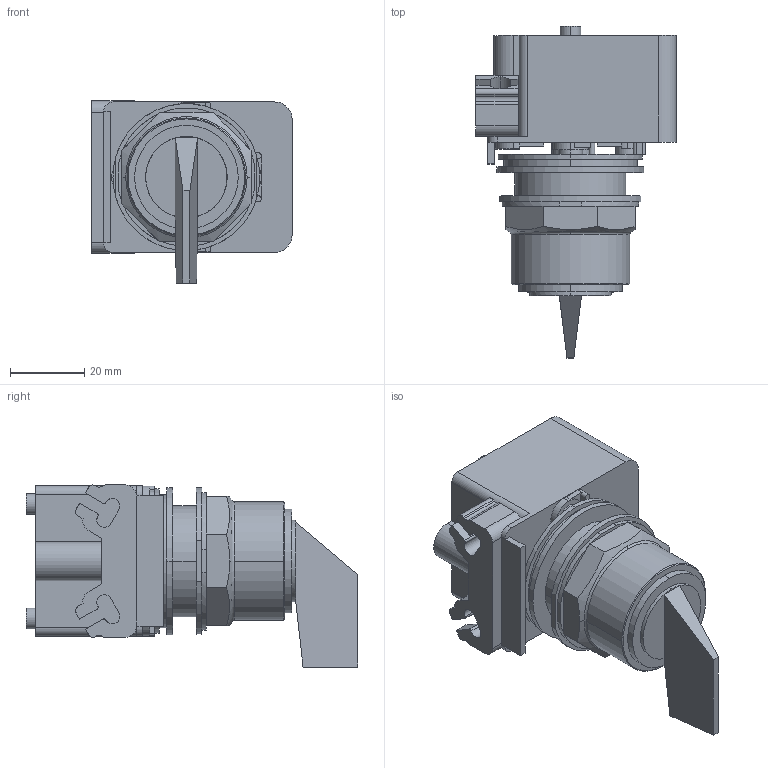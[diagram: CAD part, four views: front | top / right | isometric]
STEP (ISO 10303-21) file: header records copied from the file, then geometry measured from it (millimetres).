
FILE_DESCRIPTION(('starvars output'),'2;1');
FILE_NAME('9001SK52J1FG_3D.stp','20:51:32 2020/03/31',( 'Thomas Industrial Network Germany GmbH'),( 'Thomas Industrial Network Germany GmbH'),'unknown preprocess','ACIS' ,'unknown authorization');
FILE_SCHEMA(('CONFIG_CONTROL_DESIGN {UNKNOWN IMPLEMENTATION LEVEL}'));
Length unit declared in the file: millimetre
Products named in the file (1): PRODUCT_ID_1
Bounding box: 54.08 x 89.6 x 49.17 mm (x, y, z)
Volume: 88025.1 mm3; surface area: 25331.8 mm2
Topology: 2 solids, 3 shells, 311 faces, 839 edges, 546 vertices
Faces by surface type: plane 185, cylinder 120, cone 4, torus 2
Entity records: 8671 total; most frequent: ORIENTED_EDGE 1678, CARTESIAN_POINT 1580, DIRECTION 1230, EDGE_CURVE 839, VERTEX_POINT 546, VECTOR 458, LINE 458, AXIS2_PLACEMENT_3D 386
